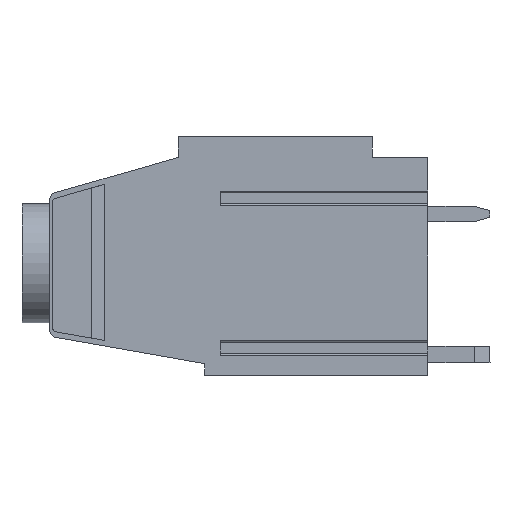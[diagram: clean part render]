
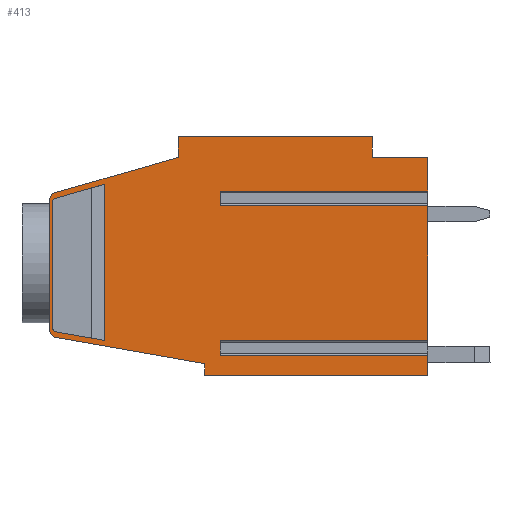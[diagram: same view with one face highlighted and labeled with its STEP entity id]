
A CAD part, left-side view. The second image highlights one B-rep face of the part: STEP entity #413.
In plain terms, the highlighted planar face has unit normal (-1, 0, 0).
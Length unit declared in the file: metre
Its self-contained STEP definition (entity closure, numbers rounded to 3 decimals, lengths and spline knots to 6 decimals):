
#413=ADVANCED_FACE('',(#857,#858),#859,.F.);
#857=FACE_OUTER_BOUND('',#1321,.T.);
#858=FACE_BOUND('',#1322,.T.);
#859=PLANE('',#1323);
#1321=EDGE_LOOP('',(#2513,#2514,#2515,#2516,#2517,#2518,#2519,#2520,#2521,#2522,#2523,#2524,#2525,#2526,#2527,#2528,#2529,#2530,#2531,#2532));
#1322=EDGE_LOOP('',(#2533,#2534,#2535,#2536,#2537,#2538));
#1323=AXIS2_PLACEMENT_3D('',#2539,#2540,#2541);
#2513=ORIENTED_EDGE('',*,*,#2935,.F.);
#2514=ORIENTED_EDGE('',*,*,#2825,.F.);
#2515=ORIENTED_EDGE('',*,*,#2881,.T.);
#2516=ORIENTED_EDGE('',*,*,#3247,.T.);
#2517=ORIENTED_EDGE('',*,*,#3035,.F.);
#2518=ORIENTED_EDGE('',*,*,#3260,.F.);
#2519=ORIENTED_EDGE('',*,*,#2875,.T.);
#2520=ORIENTED_EDGE('',*,*,#2933,.T.);
#2521=ORIENTED_EDGE('',*,*,#2954,.F.);
#2522=ORIENTED_EDGE('',*,*,#3256,.F.);
#2523=ORIENTED_EDGE('',*,*,#2867,.T.);
#2524=ORIENTED_EDGE('',*,*,#3279,.F.);
#2525=ORIENTED_EDGE('',*,*,#3104,.F.);
#2526=ORIENTED_EDGE('',*,*,#3096,.F.);
#2527=ORIENTED_EDGE('',*,*,#3208,.F.);
#2528=ORIENTED_EDGE('',*,*,#3016,.F.);
#2529=ORIENTED_EDGE('',*,*,#3100,.F.);
#2530=ORIENTED_EDGE('',*,*,#3267,.F.);
#2531=ORIENTED_EDGE('',*,*,#2920,.F.);
#2532=ORIENTED_EDGE('',*,*,#3168,.F.);
#2533=ORIENTED_EDGE('',*,*,#2944,.T.);
#2534=ORIENTED_EDGE('',*,*,#3280,.F.);
#2535=ORIENTED_EDGE('',*,*,#3166,.F.);
#2536=ORIENTED_EDGE('',*,*,#3127,.T.);
#2537=ORIENTED_EDGE('',*,*,#3281,.T.);
#2538=ORIENTED_EDGE('',*,*,#2913,.T.);
#2539=CARTESIAN_POINT('',(0.,0.0268,-0.003044));
#2540=DIRECTION('',(1.0,0.,0.));
#2541=DIRECTION('',(0.,1.0,0.));
#2825=EDGE_CURVE('',#3396,#3398,#3399,.T.);
#2867=EDGE_CURVE('',#3470,#3468,#3471,.T.);
#2875=EDGE_CURVE('',#3486,#3484,#3487,.T.);
#2881=EDGE_CURVE('',#3396,#3495,#3497,.T.);
#2913=EDGE_CURVE('',#3555,#3552,#3556,.T.);
#2920=EDGE_CURVE('',#3566,#3561,#3568,.T.);
#2933=EDGE_CURVE('',#3484,#3587,#3589,.T.);
#2935=EDGE_CURVE('',#3398,#3591,#3592,.T.);
#2944=EDGE_CURVE('',#3552,#3603,#3606,.T.);
#2954=EDGE_CURVE('',#3620,#3587,#3622,.T.);
#3016=EDGE_CURVE('',#3719,#3714,#3721,.T.);
#3035=EDGE_CURVE('',#3746,#3748,#3749,.T.);
#3096=EDGE_CURVE('',#3838,#3833,#3840,.T.);
#3100=EDGE_CURVE('',#3844,#3719,#3846,.T.);
#3104=EDGE_CURVE('',#3833,#3848,#3852,.T.);
#3127=EDGE_CURVE('',#3886,#3884,#3887,.T.);
#3166=EDGE_CURVE('',#3886,#3935,#3937,.F.);
#3168=EDGE_CURVE('',#3591,#3566,#3939,.T.);
#3208=EDGE_CURVE('',#3714,#3838,#3993,.T.);
#3247=EDGE_CURVE('',#3495,#3748,#4035,.T.);
#3256=EDGE_CURVE('',#3470,#3620,#4047,.T.);
#3260=EDGE_CURVE('',#3486,#3746,#4051,.T.);
#3267=EDGE_CURVE('',#3561,#3844,#4060,.T.);
#3279=EDGE_CURVE('',#3848,#3468,#4074,.T.);
#3280=EDGE_CURVE('',#3935,#3603,#4075,.T.);
#3281=EDGE_CURVE('',#3884,#3555,#4076,.T.);
#3396=VERTEX_POINT('',#4218);
#3398=VERTEX_POINT('',#4221);
#3399=LINE('',#4222,#4223);
#3468=VERTEX_POINT('',#4318);
#3470=VERTEX_POINT('',#4321);
#3471=LINE('',#4322,#4323);
#3484=VERTEX_POINT('',#4339);
#3486=VERTEX_POINT('',#4341);
#3487=LINE('',#4342,#4343);
#3495=VERTEX_POINT('',#4353);
#3497=LINE('',#4355,#4356);
#3552=VERTEX_POINT('',#4434);
#3555=VERTEX_POINT('',#4438);
#3556=LINE('',#4439,#4440);
#3561=VERTEX_POINT('',#4447);
#3566=VERTEX_POINT('',#4453);
#3568=CIRCLE('',#4456,0.0005);
#3587=VERTEX_POINT('',#4482);
#3589=LINE('',#4484,#4485);
#3591=VERTEX_POINT('',#4487);
#3592=LINE('',#4488,#4489);
#3603=VERTEX_POINT('',#4503);
#3606=CIRCLE('',#4507,0.000299);
#3620=VERTEX_POINT('',#4525);
#3622=LINE('',#4527,#4528);
#3714=VERTEX_POINT('',#4654);
#3719=VERTEX_POINT('',#4661);
#3721=LINE('',#4664,#4665);
#3746=VERTEX_POINT('',#4702);
#3748=VERTEX_POINT('',#4704);
#3749=LINE('',#4705,#4706);
#3833=VERTEX_POINT('',#4828);
#3838=VERTEX_POINT('',#4835);
#3840=LINE('',#4838,#4839);
#3844=VERTEX_POINT('',#4843);
#3846=CIRCLE('',#4846,0.0005);
#3848=VERTEX_POINT('',#4848);
#3852=LINE('',#4854,#4855);
#3884=VERTEX_POINT('',#4922);
#3886=VERTEX_POINT('',#4925);
#3887=LINE('',#4926,#4927);
#3935=VERTEX_POINT('',#4998);
#3937=LINE('',#5001,#5002);
#3939=LINE('',#5004,#5005);
#3993=LINE('',#5082,#5083);
#4035=LINE('',#5144,#5145);
#4047=LINE('',#5162,#5163);
#4051=LINE('',#5168,#5169);
#4060=LINE('',#5182,#5183);
#4074=LINE('',#5204,#5205);
#4075=LINE('',#5206,#5207);
#4076=CIRCLE('',#5208,0.000299);
#4218=CARTESIAN_POINT('',(0.,0.,-0.01575));
#4221=CARTESIAN_POINT('',(0.,0.0161,-0.01575));
#4222=CARTESIAN_POINT('',(0.,0.0161,-0.01575));
#4223=VECTOR('',#5307,1.0);
#4318=CARTESIAN_POINT('',(0.,0.,0.));
#4321=CARTESIAN_POINT('',(0.,0.,-0.002431));
#4322=CARTESIAN_POINT('',(0.,0.,-0.003044));
#4323=VECTOR('',#5353,1.0);
#4339=CARTESIAN_POINT('',(0.,0.,-0.003491));
#4341=CARTESIAN_POINT('',(0.,0.,-0.013231));
#4342=CARTESIAN_POINT('',(0.,0.,-0.003044));
#4343=VECTOR('',#5369,1.0);
#4353=CARTESIAN_POINT('',(0.,0.,-0.014291));
#4355=CARTESIAN_POINT('',(0.,0.,-0.003044));
#4356=VECTOR('',#5381,1.0);
#4434=CARTESIAN_POINT('',(0.,0.027101,-0.00325));
#4438=CARTESIAN_POINT('',(0.,0.027101,-0.012305));
#4439=CARTESIAN_POINT('',(0.,0.027101,-0.00325));
#4440=VECTOR('',#5415,1.0);
#4447=CARTESIAN_POINT('',(0.,0.0273,-0.012506));
#4453=CARTESIAN_POINT('',(0.,0.026887,-0.012998));
#4456=AXIS2_PLACEMENT_3D('',#5423,#5424,#5425);
#4482=CARTESIAN_POINT('',(0.,0.015,-0.003491));
#4484=CARTESIAN_POINT('',(0.,0.,-0.003491));
#4485=VECTOR('',#5439,1.0);
#4487=CARTESIAN_POINT('',(0.,0.0161,-0.0149));
#4488=CARTESIAN_POINT('',(0.,0.0161,-0.003044));
#4489=VECTOR('',#5440,1.0);
#4503=CARTESIAN_POINT('',(0.,0.026885,-0.002963));
#4507=AXIS2_PLACEMENT_3D('',#5451,#5452,#5453);
#4525=CARTESIAN_POINT('',(0.,0.015,-0.002431));
#4527=CARTESIAN_POINT('',(0.,0.015,-0.003491));
#4528=VECTOR('',#5467,1.0);
#4654=CARTESIAN_POINT('',(0.,0.018,0.));
#4661=CARTESIAN_POINT('',(0.,0.026938,-0.002563));
#4664=CARTESIAN_POINT('',(0.,0.018,0.));
#4665=VECTOR('',#5535,1.0);
#4702=CARTESIAN_POINT('',(0.,0.015,-0.013231));
#4704=CARTESIAN_POINT('',(0.,0.015,-0.014291));
#4705=CARTESIAN_POINT('',(0.,0.015,-0.013746));
#4706=VECTOR('',#5551,1.0);
#4828=CARTESIAN_POINT('',(0.,0.004,0.0015));
#4835=CARTESIAN_POINT('',(0.,0.018,0.0015));
#4838=CARTESIAN_POINT('',(0.,0.004,0.0015));
#4839=VECTOR('',#5605,1.0);
#4843=CARTESIAN_POINT('',(0.,0.0273,-0.003044));
#4846=AXIS2_PLACEMENT_3D('',#5610,#5611,#5612);
#4848=CARTESIAN_POINT('',(0.,0.004,0.));
#4854=CARTESIAN_POINT('',(0.,0.004,0.));
#4855=VECTOR('',#5615,1.0);
#4922=CARTESIAN_POINT('',(0.,0.026854,-0.012599));
#4925=CARTESIAN_POINT('',(0.,0.02332,-0.013222));
#4926=CARTESIAN_POINT('',(0.,0.026854,-0.012599));
#4927=VECTOR('',#5638,1.0);
#4998=CARTESIAN_POINT('',(0.,0.02332,-0.001941));
#5001=CARTESIAN_POINT('',(0.,0.02332,-0.012305));
#5002=VECTOR('',#5675,1.0);
#5004=CARTESIAN_POINT('',(0.,0.026887,-0.012998));
#5005=VECTOR('',#5676,1.0);
#5082=CARTESIAN_POINT('',(0.,0.018,0.0015));
#5083=VECTOR('',#5709,1.0);
#5144=CARTESIAN_POINT('',(0.,0.,-0.014291));
#5145=VECTOR('',#5738,1.0);
#5162=CARTESIAN_POINT('',(0.,0.,-0.002431));
#5163=VECTOR('',#5744,1.0);
#5168=CARTESIAN_POINT('',(0.,0.,-0.013231));
#5169=VECTOR('',#5746,1.0);
#5182=CARTESIAN_POINT('',(0.,0.0273,-0.003044));
#5183=VECTOR('',#5751,1.0);
#5204=CARTESIAN_POINT('',(0.,0.,0.));
#5205=VECTOR('',#5759,1.0);
#5206=CARTESIAN_POINT('',(0.,0.001696,0.00426));
#5207=VECTOR('',#5760,1.0);
#5208=AXIS2_PLACEMENT_3D('',#5761,#5762,#5763);
#5307=DIRECTION('',(0.,1.0,0.));
#5353=DIRECTION('',(0.,0.,1.0));
#5369=DIRECTION('',(0.,0.,1.0));
#5381=DIRECTION('',(0.,0.,1.0));
#5415=DIRECTION('',(0.,0.,1.0));
#5423=CARTESIAN_POINT('',(0.,0.0268,-0.012506));
#5424=DIRECTION('',(1.0,0.,0.));
#5425=DIRECTION('',(0.,-0.766,0.643));
#5439=DIRECTION('',(0.,1.0,0.));
#5440=DIRECTION('',(0.,0.,1.0));
#5451=CARTESIAN_POINT('',(0.,0.026802,-0.00325));
#5452=DIRECTION('',(1.0,0.0,0.0));
#5453=DIRECTION('',(0.0,0.0,-1.0));
#5467=DIRECTION('',(0.,0.,-1.0));
#5535=DIRECTION('',(0.,-0.961,0.276));
#5551=DIRECTION('',(0.,0.,-1.0));
#5605=DIRECTION('',(0.,-1.0,0.));
#5610=CARTESIAN_POINT('',(0.,0.0268,-0.003044));
#5611=DIRECTION('',(1.0,0.,0.));
#5612=DIRECTION('',(0.,-0.799,-0.602));
#5615=DIRECTION('',(0.,0.,-1.0));
#5638=DIRECTION('',(0.,0.985,0.174));
#5675=DIRECTION('',(0.,0.,-1.0));
#5676=DIRECTION('',(0.,0.985,0.174));
#5709=DIRECTION('',(0.,0.,1.0));
#5738=DIRECTION('',(0.,1.0,0.));
#5744=DIRECTION('',(0.,1.0,0.));
#5746=DIRECTION('',(0.,1.0,0.));
#5751=DIRECTION('',(0.,0.,1.0));
#5759=DIRECTION('',(0.,-1.0,0.));
#5760=DIRECTION('',(0.,0.961,-0.276));
#5761=CARTESIAN_POINT('',(0.,0.026802,-0.012305));
#5762=DIRECTION('',(1.0,0.,0.));
#5763=DIRECTION('',(0.,-1.0,0.));
